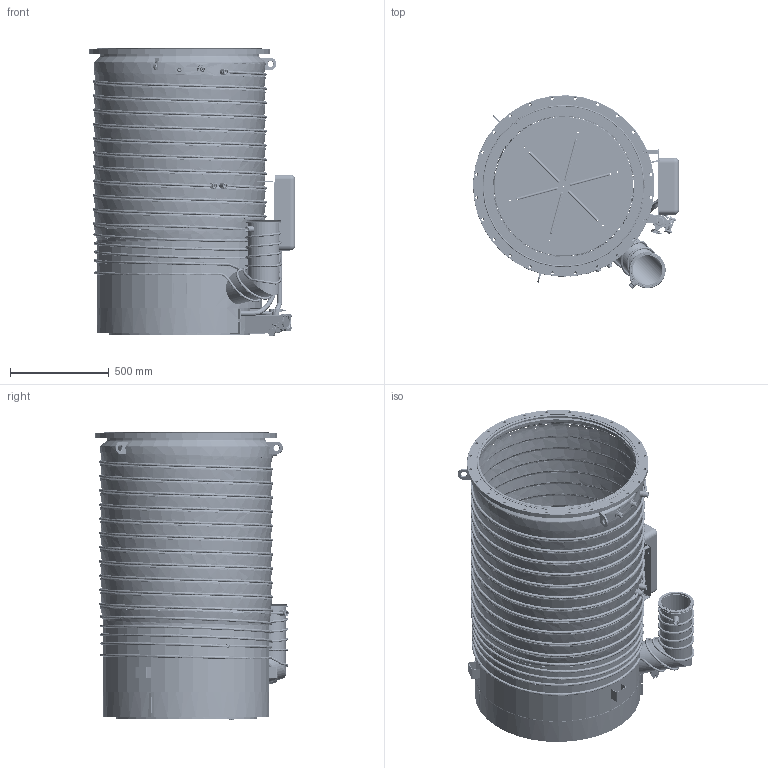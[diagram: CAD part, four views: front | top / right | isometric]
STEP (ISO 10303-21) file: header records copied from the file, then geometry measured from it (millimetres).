
FILE_DESCRIPTION(('STEP AP242'), '1');
FILE_NAME('ÍÄ-800 ñ ÁÀ èñõîäíèê ïîâåðõíîñòÿìè', '2025-09-09T07:39:54', ('User'), (''), 'C3D Converter', 'C3D Toolkit', '');
FILE_SCHEMA(('AP242_MANAGED_MODEL_BASED_3D_ENGINEERING_MIM_LF { 1 0 10303 442 1 1 4 }'));
Length unit declared in the file: millimetre
Bounding box: 1043.56 x 978.66 x 1460.35 mm (x, y, z)
Surface area: 11023561.3 mm2 (no closed solid volume)
Topology: 0 solids, 160 shells, 922 faces, 3134 edges, 2269 vertices
Faces by surface type: cylinder 323, plane 320, bspline 103, cone 85, torus 73, sphere 17, revolution 1
Full cylindrical faces by diameter (mm): 1.2 x4, 3 x5, 3.1 x2, 3.3 x2, 3.4 x16, 4.2 x1, 5 x4, 6 x2, 8 x1, 10 x9, 12 x8, 13 x1, 14 x29, 14.2 x1, 14.95 x2, 16.2 x1, 18 x1, 18.632 x4, 20 x1, 21.8 x1, 22 x1, 24 x2, 25 x2, 26 x1, 28 x4, 30 x5, 31.5 x4, 32.863 x2, 34.363 x4, 34.863 x6
Entity records: 156177 total; most frequent: CARTESIAN_POINT 131247, DIRECTION 4919, ORIENTED_EDGE 4277, EDGE_CURVE 2787, VERTEX_POINT 2258, AXIS2_PLACEMENT_3D 1923, EDGE_LOOP 1503, CIRCLE 1104
